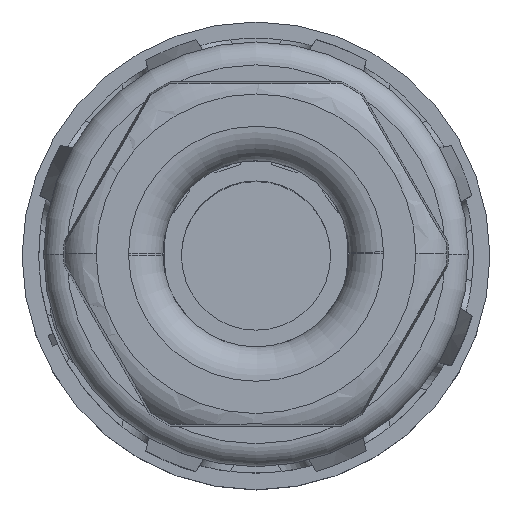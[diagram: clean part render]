
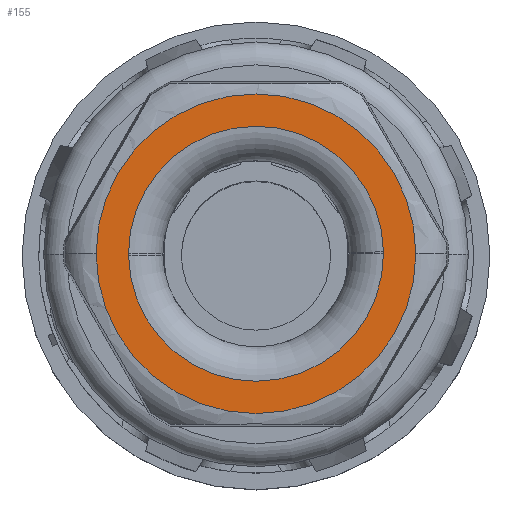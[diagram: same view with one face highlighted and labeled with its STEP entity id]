
A CAD part, top view. The second image highlights one B-rep face of the part: STEP entity #155.
In plain terms, the highlighted planar face has unit normal (0, 0, 1).
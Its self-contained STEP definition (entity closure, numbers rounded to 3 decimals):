
#155=ADVANCED_FACE('',(#4336,#4337),#4338,.T.);
#4336=FACE_OUTER_BOUND('',#12719,.T.);
#4337=FACE_BOUND('',#12720,.T.);
#4338=PLANE('',#12721);
#12719=EDGE_LOOP('',(#23716,#23717));
#12720=EDGE_LOOP('',(#23718,#23719,#23720,#23721));
#12721=AXIS2_PLACEMENT_3D('',#23722,#23723,#23724);
#23716=ORIENTED_EDGE('',*,*,#58377,.T.);
#23717=ORIENTED_EDGE('',*,*,#58378,.T.);
#23718=ORIENTED_EDGE('',*,*,#58379,.T.);
#23719=ORIENTED_EDGE('',*,*,#57668,.T.);
#23720=ORIENTED_EDGE('',*,*,#58380,.T.);
#23721=ORIENTED_EDGE('',*,*,#57671,.T.);
#23722=CARTESIAN_POINT('',(0.0,0.0,27.0));
#23723=DIRECTION('',(0.0,0.0,1.0));
#23724=DIRECTION('',(1.0,0.0,0.0));
#57668=EDGE_CURVE('',#69641,#69639,#69642,.T.);
#57671=EDGE_CURVE('',#69646,#69644,#69647,.T.);
#58377=EDGE_CURVE('',#71012,#71014,#71016,.T.);
#58378=EDGE_CURVE('',#71014,#71012,#71017,.T.);
#58379=EDGE_CURVE('',#69644,#69641,#71018,.T.);
#58380=EDGE_CURVE('',#69639,#69646,#71019,.T.);
#69639=VERTEX_POINT('',#90438);
#69641=VERTEX_POINT('',#90440);
#69642=CIRCLE('',#90441,11.105);
#69644=VERTEX_POINT('',#90443);
#69646=VERTEX_POINT('',#90445);
#69647=CIRCLE('',#90446,11.105);
#71012=VERTEX_POINT('',#93343);
#71014=VERTEX_POINT('',#93345);
#71016=CIRCLE('',#93347,13.922);
#71017=CIRCLE('',#93348,13.922);
#71018=CIRCLE('',#93349,11.105);
#71019=CIRCLE('',#93350,11.105);
#90438=CARTESIAN_POINT('',(11.105,0.0,27.0));
#90440=CARTESIAN_POINT('',(11.104,0.165,27.0));
#90441=AXIS2_PLACEMENT_3D('',#124951,#124952,#124953);
#90443=CARTESIAN_POINT('',(-11.105,0.0,27.0));
#90445=CARTESIAN_POINT('',(-11.104,-0.165,27.0));
#90446=AXIS2_PLACEMENT_3D('',#124960,#124961,#124962);
#93343=CARTESIAN_POINT('',(13.922,0.0,27.0));
#93345=CARTESIAN_POINT('',(-13.922,0.0,27.0));
#93347=AXIS2_PLACEMENT_3D('',#125563,#125564,#125565);
#93348=AXIS2_PLACEMENT_3D('',#125566,#125567,#125568);
#93349=AXIS2_PLACEMENT_3D('',#125569,#125570,#125571);
#93350=AXIS2_PLACEMENT_3D('',#125572,#125573,#125574);
#124951=CARTESIAN_POINT('',(0.0,0.0,27.0));
#124952=DIRECTION('',(0.0,0.0,-1.0));
#124953=DIRECTION('',(-1.0,0.0,0.0));
#124960=CARTESIAN_POINT('',(0.0,0.0,27.0));
#124961=DIRECTION('',(0.0,0.0,-1.0));
#124962=DIRECTION('',(1.0,0.0,0.0));
#125563=CARTESIAN_POINT('',(0.0,0.0,27.0));
#125564=DIRECTION('',(0.0,0.0,1.0));
#125565=DIRECTION('',(1.0,0.0,0.0));
#125566=CARTESIAN_POINT('',(0.0,0.0,27.0));
#125567=DIRECTION('',(0.0,0.0,1.0));
#125568=DIRECTION('',(-1.0,0.0,0.0));
#125569=CARTESIAN_POINT('',(0.0,0.0,27.0));
#125570=DIRECTION('',(0.0,0.0,-1.0));
#125571=DIRECTION('',(-1.0,0.0,0.0));
#125572=CARTESIAN_POINT('',(0.0,0.0,27.0));
#125573=DIRECTION('',(0.0,0.0,-1.0));
#125574=DIRECTION('',(1.0,0.0,0.0));
